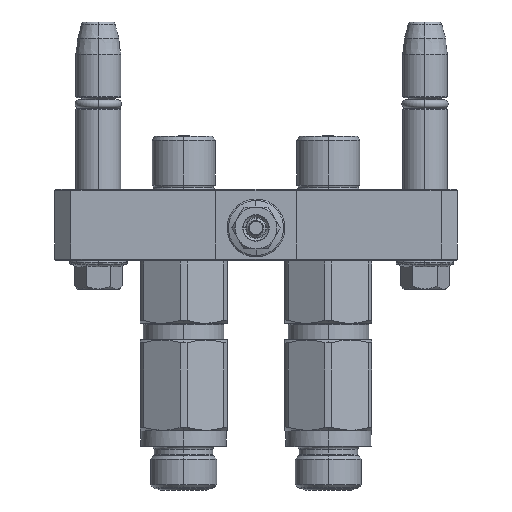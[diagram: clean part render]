
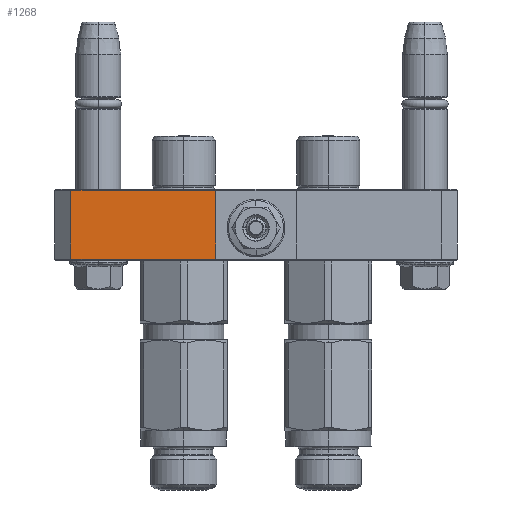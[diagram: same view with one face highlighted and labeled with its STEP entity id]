
A CAD part, front view. The second image highlights one B-rep face of the part: STEP entity #1268.
In plain terms, the highlighted face is planar.
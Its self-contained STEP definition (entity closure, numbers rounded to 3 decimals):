
#1255 = VERTEX_POINT ( 'NONE', #7983 ) ;
#1268 = ADVANCED_FACE ( 'NONE', ( #21835 ), #27167, .F. ) ;
#2440 = ORIENTED_EDGE ( 'NONE', *, *, #15609, .F. ) ;
#3044 = CARTESIAN_POINT ( 'NONE',  ( 50., 21.7, -37.5 ) ) ;
#4236 = VERTEX_POINT ( 'NONE', #11384 ) ;
#5067 = LINE ( 'NONE', #10077, #11155 ) ;
#6035 = DIRECTION ( 'NONE',  ( 1., 0., 0. ) ) ;
#7983 = CARTESIAN_POINT ( 'NONE',  ( 50., 0.3, -37.5 ) ) ;
#8324 = DIRECTION ( 'NONE',  ( 0., -1., 0. ) ) ;
#9620 = CARTESIAN_POINT ( 'NONE',  ( 50., 21.7, -37.5 ) ) ;
#9798 = VECTOR ( 'NONE', #13143, 1000. ) ;
#10077 = CARTESIAN_POINT ( 'NONE',  ( 50., 21.7, -37.5 ) ) ;
#10917 = ORIENTED_EDGE ( 'NONE', *, *, #12857, .F. ) ;
#11155 = VECTOR ( 'NONE', #24743, 1000. ) ;
#11384 = CARTESIAN_POINT ( 'NONE',  ( 5., 21.7, -37.5 ) ) ;
#11421 = ORIENTED_EDGE ( 'NONE', *, *, #18449, .T. ) ;
#12857 = EDGE_CURVE ( 'NONE', #24620, #4236, #24382, .T. ) ;
#13143 = DIRECTION ( 'NONE',  ( 1., 0., 0. ) ) ;
#13888 = ORIENTED_EDGE ( 'NONE', *, *, #14095, .F. ) ;
#14095 = EDGE_CURVE ( 'NONE', #30936, #1255, #24265, .T. ) ;
#15263 = CARTESIAN_POINT ( 'NONE',  ( 5., 0.3, -37.5 ) ) ;
#15609 = EDGE_CURVE ( 'NONE', #4236, #30936, #24931, .T. ) ;
#17052 = DIRECTION ( 'NONE',  ( -1., 0., 0. ) ) ;
#17450 = CARTESIAN_POINT ( 'NONE',  ( -5., 22., -37.5 ) ) ;
#18449 = EDGE_CURVE ( 'NONE', #24620, #1255, #5067, .T. ) ;
#19259 = EDGE_LOOP ( 'NONE', ( #11421, #13888, #2440, #10917 ) ) ;
#21721 = CARTESIAN_POINT ( 'NONE',  ( 5., 0.3, -37.5 ) ) ;
#21835 = FACE_OUTER_BOUND ( 'NONE', #19259, .T. ) ;
#23078 = CARTESIAN_POINT ( 'NONE',  ( 5., 21.7, -37.5 ) ) ;
#23370 = VECTOR ( 'NONE', #8324, 1000. ) ;
#24265 = LINE ( 'NONE', #15263, #9798 ) ;
#24382 = LINE ( 'NONE', #9620, #30490 ) ;
#24620 = VERTEX_POINT ( 'NONE', #3044 ) ;
#24743 = DIRECTION ( 'NONE',  ( 0., -1., 0. ) ) ;
#24931 = LINE ( 'NONE', #23078, #23370 ) ;
#26528 = DIRECTION ( 'NONE',  ( 0., 0., 1. ) ) ;
#27167 = PLANE ( 'NONE',  #31249 ) ;
#30490 = VECTOR ( 'NONE', #17052, 1000. ) ;
#30936 = VERTEX_POINT ( 'NONE', #21721 ) ;
#31249 = AXIS2_PLACEMENT_3D ( 'NONE', #17450, #26528, #6035 ) ;
